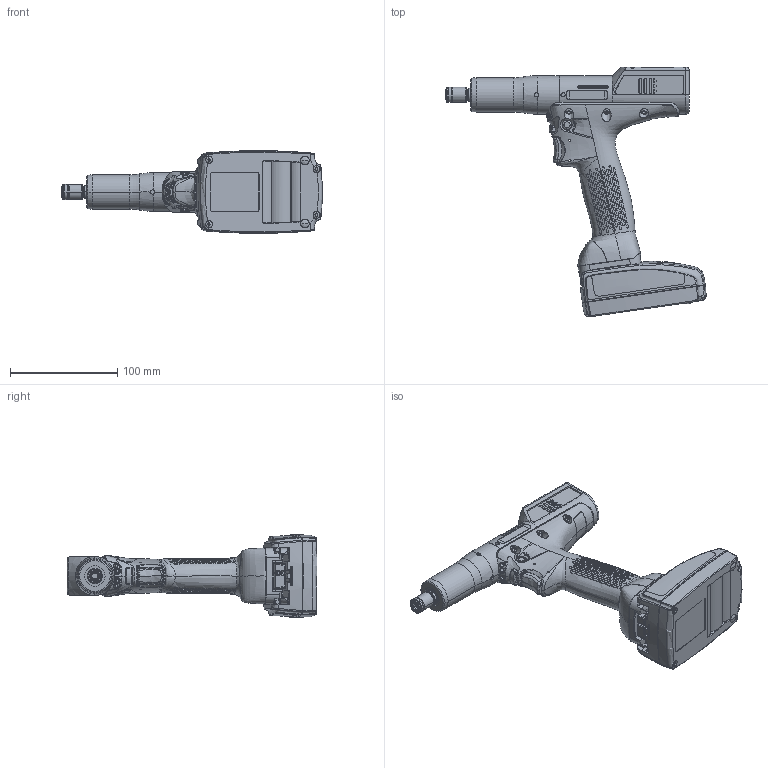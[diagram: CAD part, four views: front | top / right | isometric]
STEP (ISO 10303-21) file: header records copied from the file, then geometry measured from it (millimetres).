
FILE_DESCRIPTION((''),'2;1');
FILE_NAME('6151658990_REAR_SMALL_BATTERY','2014-10-24T',('greextsd'),(''),'PRO/ENGINEER BY PARAMETRIC TECHNOLOGY CORPORATION, 2014200','PRO/ENGINEER BY PARAMETRIC TECHNOLOGY CORPORATION, 2014200','');
FILE_SCHEMA(('CONFIG_CONTROL_DESIGN'));
Products named in the file (1): 6151658990_REAR_SMALL_BATTERY
Bounding box: 242.91 x 232.67 x 77.1 mm (x, y, z)
Volume: 637452.9 mm3; surface area: 145363.3 mm2
Topology: 7 solids, 7 shells, 4119 faces, 10967 edges, 6957 vertices
Faces by surface type: plane 1332, cylinder 1186, bspline 897, cone 292, extrusion 232, torus 108, sphere 72
Entity records: 246331 total; most frequent: CARTESIAN_POINT 154916, ORIENTED_EDGE 21758, DIRECTION 14467, EDGE_CURVE 10879, VERTEX_POINT 6957, AXIS2_PLACEMENT_3D 5039, B_SPLINE_CURVE_WITH_KNOTS 4905, EDGE_LOOP 4458
